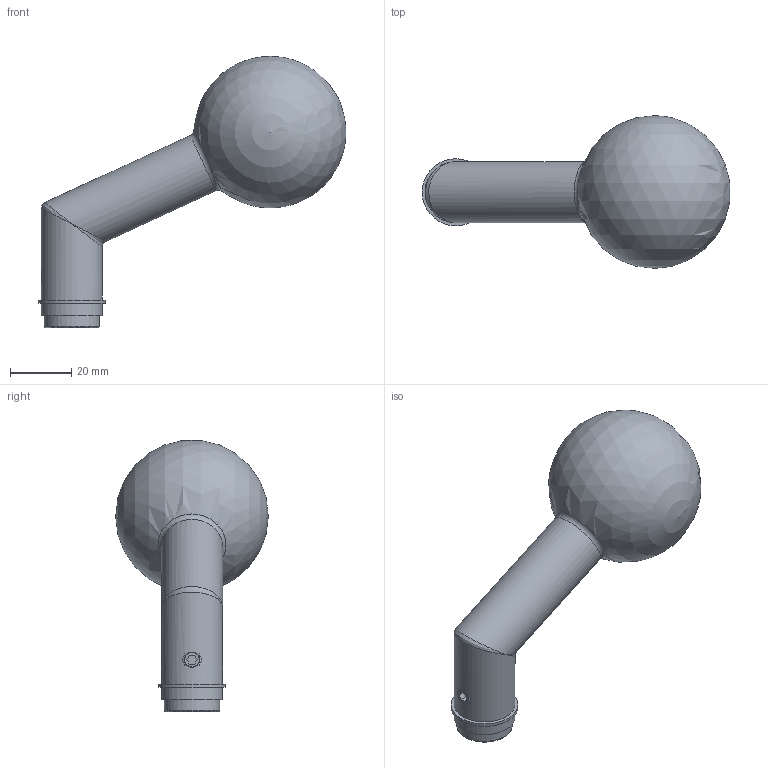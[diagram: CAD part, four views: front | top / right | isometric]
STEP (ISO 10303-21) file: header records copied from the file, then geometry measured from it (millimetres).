
FILE_DESCRIPTION (( 'STEP AP203' ), '1' );
FILE_NAME ('56635-240.STEP', '2019-11-04T12:16:43', ( '' ), ( '' ), 'SwSTEP 2.0', 'SolidWorks 2015', '' );
FILE_SCHEMA (( 'CONFIG_CONTROL_DESIGN' ));
Length unit declared in the file: millimetre
Products named in the file (8): DIN914_DIN 914 M6x6; 56635-240 Teil1_56635-240 Teil1; 56635-240 Teil2; 56635-240; 56635-240 Teil2_56635-240 Teil2; DIN914; 56635-240 Teil1
Assembly tree (4 placements, depth 2):
  56635-240 Teil2
  56635-240
    56635-240 Teil1_56635-240 Teil1
    56635-240 Teil2_56635-240 Teil2
    DIN914_DIN 914 M6x6
  56635-240
    DIN914
  56635-240 Teil1
Bounding box: 100.79 x 50 x 88.79 mm (x, y, z)
Volume: 16729.2 mm3; surface area: 27403.9 mm2
Topology: 4 solids, 4 shells, 284 faces, 757 edges, 501 vertices
Faces by surface type: plane 145, bspline 113, cylinder 16, cone 6, sphere 2, torus 2
Full cylindrical faces by diameter (mm): 5 x2, 6 x1, 18 x1, 18.1 x3, 20 x3, 22 x1
Entity records: 16752 total; most frequent: CARTESIAN_POINT 9850, ORIENTED_EDGE 1450, DIRECTION 879, EDGE_CURVE 725, VERTEX_POINT 490, VECTOR 453, LINE 453, EDGE_LOOP 333
